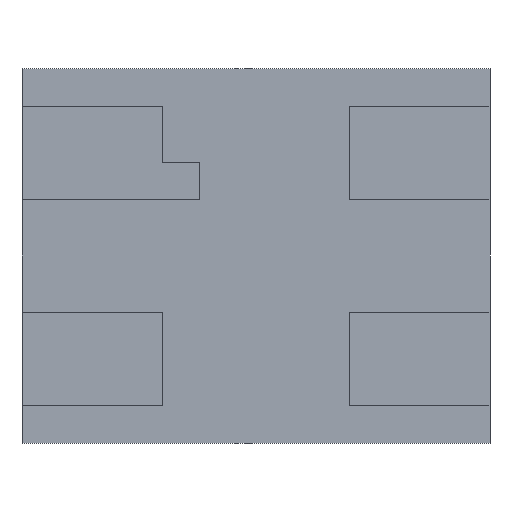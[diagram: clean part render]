
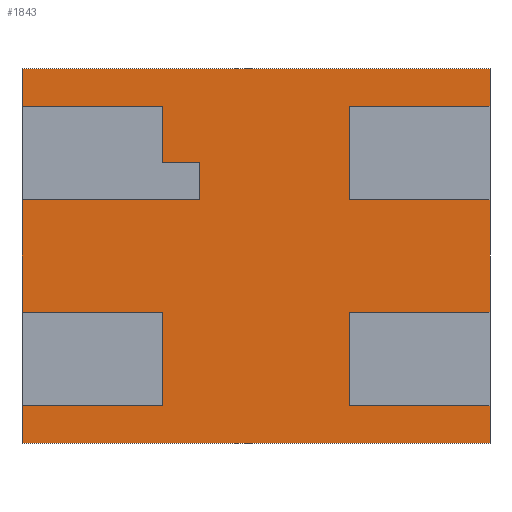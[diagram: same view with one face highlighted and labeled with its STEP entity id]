
A CAD part, front view. The second image highlights one B-rep face of the part: STEP entity #1843.
In plain terms, the highlighted planar face has unit normal (0, -1, 0).
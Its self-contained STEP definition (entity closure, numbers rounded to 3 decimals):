
#62=PLANE('',#1922);
#166=FACE_OUTER_BOUND('',#275,.T.);
#275=EDGE_LOOP('',(#1609,#1610,#1611,#1612));
#415=LINE('',#3432,#590);
#418=LINE('',#3437,#593);
#420=LINE('',#3441,#595);
#422=LINE('',#3444,#597);
#590=VECTOR('',#2124,10.);
#593=VECTOR('',#2129,10.);
#595=VECTOR('',#2133,10.);
#597=VECTOR('',#2137,10.);
#880=VERTEX_POINT('',#3430);
#881=VERTEX_POINT('',#3431);
#882=VERTEX_POINT('',#3436);
#883=VERTEX_POINT('',#3440);
#1125=EDGE_CURVE('',#880,#881,#415,.T.);
#1128=EDGE_CURVE('',#881,#882,#418,.T.);
#1130=EDGE_CURVE('',#882,#883,#420,.T.);
#1132=EDGE_CURVE('',#883,#880,#422,.T.);
#1609=ORIENTED_EDGE('',*,*,#1132,.T.);
#1610=ORIENTED_EDGE('',*,*,#1125,.T.);
#1611=ORIENTED_EDGE('',*,*,#1128,.T.);
#1612=ORIENTED_EDGE('',*,*,#1130,.T.);
#1843=ADVANCED_FACE('',(#166),#62,.F.);
#1922=AXIS2_PLACEMENT_3D('',#3446,#2140,#2141);
#2124=DIRECTION('',(0.,0.,-1.));
#2129=DIRECTION('',(1.,0.,0.));
#2133=DIRECTION('',(0.,0.,1.));
#2137=DIRECTION('',(-1.,0.,0.));
#2140=DIRECTION('center_axis',(0.,1.,0.));
#2141=DIRECTION('ref_axis',(1.,0.,0.));
#3430=CARTESIAN_POINT('',(0.,0.,2.));
#3431=CARTESIAN_POINT('',(0.,0.,0.));
#3432=CARTESIAN_POINT('',(0.,0.,2.));
#3436=CARTESIAN_POINT('',(2.5,0.,0.));
#3437=CARTESIAN_POINT('',(0.,0.,0.));
#3440=CARTESIAN_POINT('',(2.5,0.,2.));
#3441=CARTESIAN_POINT('',(2.5,0.,0.));
#3444=CARTESIAN_POINT('',(2.5,0.,2.));
#3446=CARTESIAN_POINT('Origin',(1.25,0.,1.));
